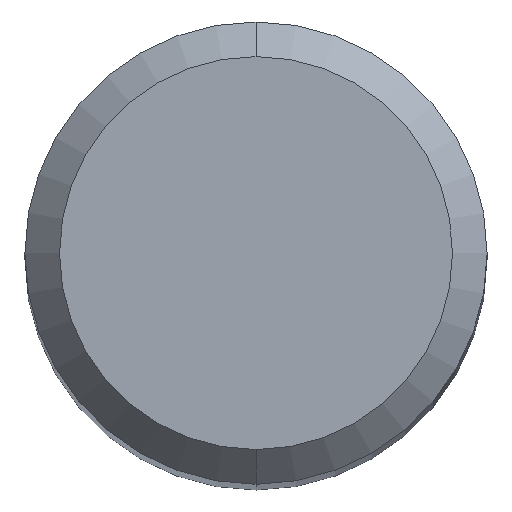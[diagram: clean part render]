
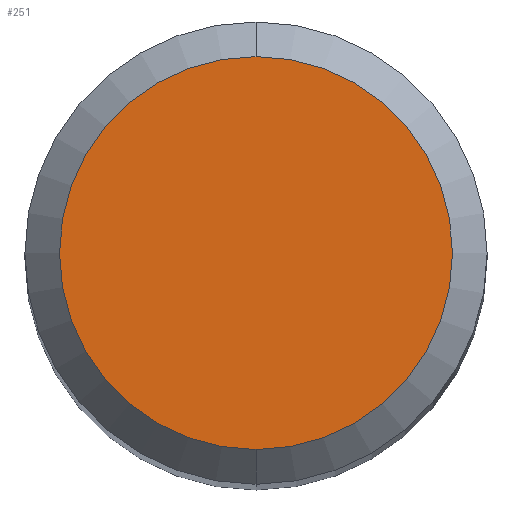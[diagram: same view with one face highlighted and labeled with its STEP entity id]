
A CAD part, top view. The second image highlights one B-rep face of the part: STEP entity #251.
In plain terms, the highlighted planar face has unit normal (0, 0, 1).
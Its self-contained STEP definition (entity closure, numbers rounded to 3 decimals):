
#251=ADVANCED_FACE('',(#569),#570,.T.);
#255=VERTEX_POINT('',#574);
#281=VERTEX_POINT('',#600);
#427=EDGE_CURVE('',#281,#255,#761,.T.);
#447=EDGE_CURVE('',#255,#281,#784,.T.);
#569=FACE_OUTER_BOUND('',#987,.T.);
#570=PLANE('',#988);
#574=CARTESIAN_POINT('',(0.0,1.7,0.0));
#600=CARTESIAN_POINT('',(0.,-1.7,0.0));
#761=CIRCLE('',#1367,1.7);
#784=CIRCLE('',#1411,1.7);
#987=EDGE_LOOP('',(#1572,#1573));
#988=AXIS2_PLACEMENT_3D('',#1574,#1575,#1576);
#1367=AXIS2_PLACEMENT_3D('',#1768,#1769,#1770);
#1411=AXIS2_PLACEMENT_3D('',#1795,#1796,#1797);
#1572=ORIENTED_EDGE('',*,*,#447,.F.);
#1573=ORIENTED_EDGE('',*,*,#427,.F.);
#1574=CARTESIAN_POINT('',(0.0,0.85,0.0));
#1575=DIRECTION('',(-0.0,0.0,1.0));
#1576=DIRECTION('',(0.0,-1.0,0.0));
#1768=CARTESIAN_POINT('',(0.0,0.0,0.0));
#1769=DIRECTION('',(0.0,0.0,-1.0));
#1770=DIRECTION('',(0.0,1.0,0.0));
#1795=CARTESIAN_POINT('',(0.0,0.0,0.0));
#1796=DIRECTION('',(0.0,0.0,-1.0));
#1797=DIRECTION('',(0.0,1.0,0.0));
